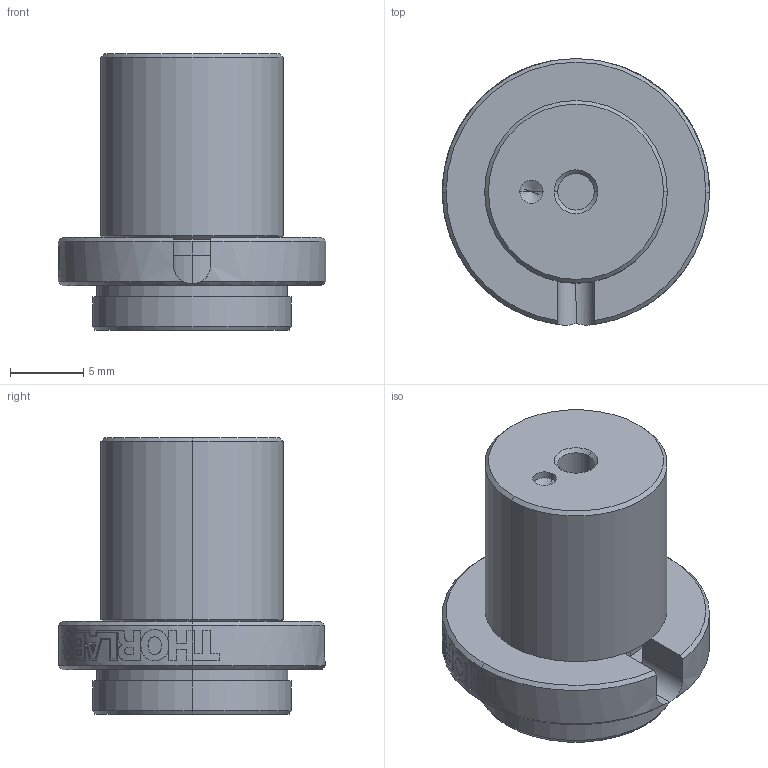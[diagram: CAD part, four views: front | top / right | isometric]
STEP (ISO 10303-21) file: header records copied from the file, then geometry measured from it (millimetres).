
FILE_DESCRIPTION (( 'STEP AP214' ), '1' );
FILE_NAME ('TTN200602-E0W.STEP', '2020-08-28T12:37:56', ( '' ), ( '' ), 'SwSTEP 2.0', 'SolidWorks 2018', '' );
FILE_SCHEMA (( 'AUTOMOTIVE_DESIGN' ));
Length unit declared in the file: inch
Products named in the file (1): TTN200602-E0W
Bounding box: 18.29 x 18.27 x 18.92 mm (x, y, z)
Volume: 2460.9 mm3; surface area: 3378.3 mm2
Topology: 5 solids, 5 shells, 542 faces, 1305 edges, 800 vertices
Faces by surface type: bspline 144, cylinder 124, plane 123, torus 116, cone 35
Entity records: 32715 total; most frequent: CARTESIAN_POINT 13944, ORIENTED_EDGE 2602, DIRECTION 2152, EDGE_CURVE 1301, AXIS2_PLACEMENT_3D 937, VERTEX_POINT 800, EDGE_LOOP 583, UNCERTAINTY_MEASURE_WITH_UNIT 549
